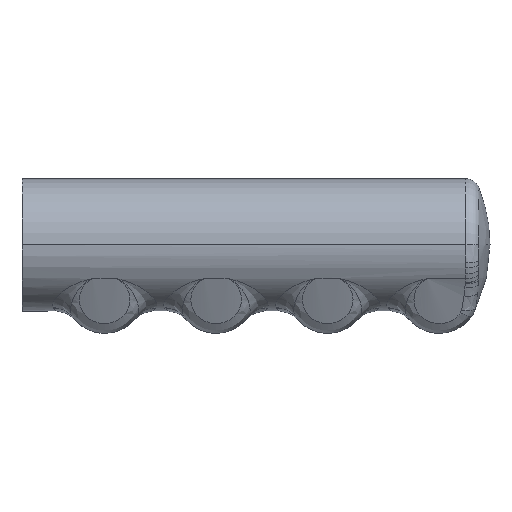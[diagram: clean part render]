
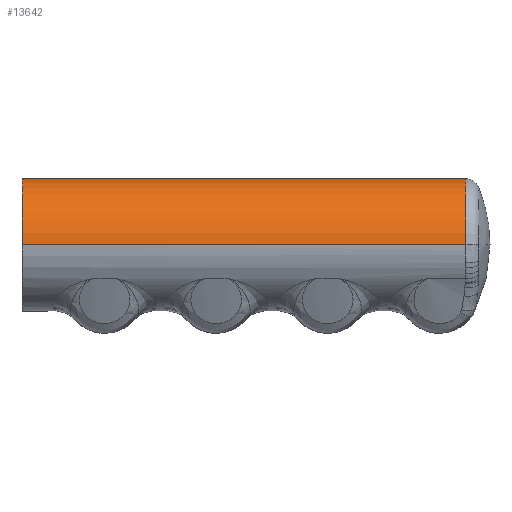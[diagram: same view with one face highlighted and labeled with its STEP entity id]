
A CAD part, top view. The second image highlights one B-rep face of the part: STEP entity #13642.
In plain terms, the highlighted cylindrical face has radius 14 mm (diameter 28 mm), a partial arc.
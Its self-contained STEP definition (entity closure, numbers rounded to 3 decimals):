
#287 = CARTESIAN_POINT ( 'NONE',  ( 45.958, 0.001, -14. ) ) ;
#554 = ORIENTED_EDGE ( 'NONE', *, *, #2549, .T. ) ;
#1039 = DIRECTION ( 'NONE',  ( -1., 0., 0. ) ) ;
#1089 = CARTESIAN_POINT ( 'NONE',  ( 47.9, 0., -14. ) ) ;
#1133 = EDGE_CURVE ( 'NONE', #8762, #5631, #1543, .T. ) ;
#1355 = CARTESIAN_POINT ( 'NONE',  ( -47.9, 0., -14. ) ) ;
#1543 = LINE ( 'NONE', #1089, #13138 ) ;
#1930 = ORIENTED_EDGE ( 'NONE', *, *, #1133, .T. ) ;
#2454 = EDGE_CURVE ( 'NONE', #5631, #11132, #8196, .T. ) ;
#2549 = EDGE_CURVE ( 'NONE', #13403, #8762, #11030, .T. ) ;
#2648 = CARTESIAN_POINT ( 'NONE',  ( 47.9, 0., 0. ) ) ;
#2686 = ORIENTED_EDGE ( 'NONE', *, *, #12200, .F. ) ;
#3054 = AXIS2_PLACEMENT_3D ( 'NONE', #5885, #9089, #11234 ) ;
#3901 = DIRECTION ( 'NONE',  ( -1., 0., 0. ) ) ;
#3939 = DIRECTION ( 'NONE',  ( 0., 0., 1. ) ) ;
#4358 = LINE ( 'NONE', #6496, #11786 ) ;
#4773 = FACE_OUTER_BOUND ( 'NONE', #6723, .T. ) ;
#4788 = ORIENTED_EDGE ( 'NONE', *, *, #2454, .T. ) ;
#4876 = DIRECTION ( 'NONE',  ( 0., 0., 1. ) ) ;
#5494 = CARTESIAN_POINT ( 'NONE',  ( 45.959, 0.001, 14. ) ) ;
#5631 = VERTEX_POINT ( 'NONE', #1355 ) ;
#5885 = CARTESIAN_POINT ( 'NONE',  ( -47.9, 0., 0. ) ) ;
#6212 = AXIS2_PLACEMENT_3D ( 'NONE', #2648, #11323, #4876 ) ;
#6434 = AXIS2_PLACEMENT_3D ( 'NONE', #9349, #3901, #3939 ) ;
#6496 = CARTESIAN_POINT ( 'NONE',  ( 47.9, 0., 14. ) ) ;
#6723 = EDGE_LOOP ( 'NONE', ( #554, #1930, #4788, #2686 ) ) ;
#8196 = CIRCLE ( 'NONE', #3054, 14. ) ;
#8762 = VERTEX_POINT ( 'NONE', #287 ) ;
#9089 = DIRECTION ( 'NONE',  ( 1., 0., 0. ) ) ;
#9349 = CARTESIAN_POINT ( 'NONE',  ( 45.958, 0., 0. ) ) ;
#11030 = CIRCLE ( 'NONE', #6434, 14. ) ;
#11132 = VERTEX_POINT ( 'NONE', #13584 ) ;
#11234 = DIRECTION ( 'NONE',  ( 0., 0., -1. ) ) ;
#11323 = DIRECTION ( 'NONE',  ( -1., 0., 0. ) ) ;
#11771 = CYLINDRICAL_SURFACE ( 'NONE', #6212, 14. ) ;
#11786 = VECTOR ( 'NONE', #12913, 1000. ) ;
#12200 = EDGE_CURVE ( 'NONE', #13403, #11132, #4358, .T. ) ;
#12913 = DIRECTION ( 'NONE',  ( -1., 0., 0. ) ) ;
#13138 = VECTOR ( 'NONE', #1039, 1000. ) ;
#13403 = VERTEX_POINT ( 'NONE', #5494 ) ;
#13584 = CARTESIAN_POINT ( 'NONE',  ( -47.9, 0., 14. ) ) ;
#13642 = ADVANCED_FACE ( 'NONE', ( #4773 ), #11771, .T. ) ;
